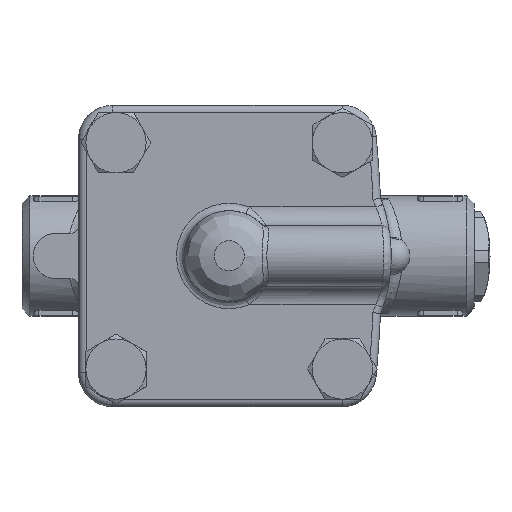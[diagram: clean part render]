
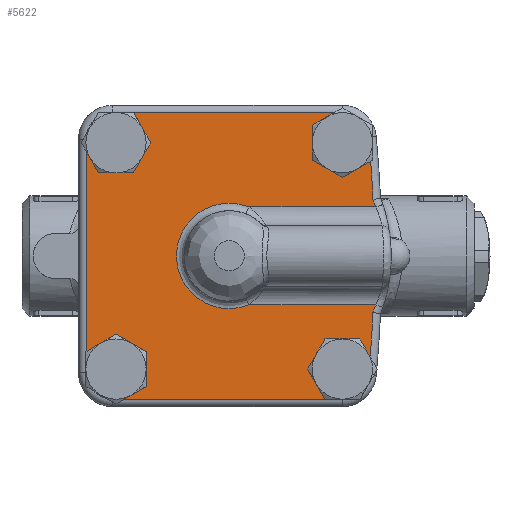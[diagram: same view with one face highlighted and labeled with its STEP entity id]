
A CAD part, top view. The second image highlights one B-rep face of the part: STEP entity #5622.
In plain terms, the highlighted planar face has unit normal (0, 0, 1).
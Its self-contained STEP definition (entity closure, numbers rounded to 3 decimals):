
#1026=CARTESIAN_POINT('',(5.196,-13.0,20.0));
#1027=VERTEX_POINT('',#1026);
#1218=CARTESIAN_POINT('',(5.196,13.0,20.0));
#1219=VERTEX_POINT('',#1218);
#4748=CARTESIAN_POINT('',(30.052,20.814,20.0));
#4749=VERTEX_POINT('',#4748);
#4756=CARTESIAN_POINT('',(37.563,25.151,20.0));
#4757=VERTEX_POINT('',#4756);
#4758=CARTESIAN_POINT('',(37.563,25.151,20.0));
#4759=DIRECTION('',(-0.866,-0.5,0.0));
#4760=VECTOR('',#4759,8.673);
#4761=LINE('',#4758,#4760);
#4762=EDGE_CURVE('',#4757,#4749,#4761,.T.);
#4788=CARTESIAN_POINT('',(22.052,25.433,20.0));
#4789=VERTEX_POINT('',#4788);
#4796=CARTESIAN_POINT('',(30.052,20.814,20.0));
#4797=DIRECTION('',(-0.866,0.5,0.0));
#4798=VECTOR('',#4797,9.238);
#4799=LINE('',#4796,#4798);
#4800=EDGE_CURVE('',#4749,#4789,#4799,.T.);
#4813=CARTESIAN_POINT('',(22.052,34.671,20.0));
#4814=VERTEX_POINT('',#4813);
#4821=CARTESIAN_POINT('',(22.052,25.433,20.0));
#4822=DIRECTION('',(0.0,1.0,0.0));
#4823=VECTOR('',#4822,9.238);
#4824=LINE('',#4821,#4823);
#4825=EDGE_CURVE('',#4789,#4814,#4824,.T.);
#4846=CARTESIAN_POINT('',(27.818,38.0,20.0));
#4847=VERTEX_POINT('',#4846);
#4854=CARTESIAN_POINT('',(22.052,34.671,20.0));
#4855=DIRECTION('',(0.866,0.5,0.0));
#4856=VECTOR('',#4855,6.658);
#4857=LINE('',#4854,#4856);
#4858=EDGE_CURVE('',#4814,#4847,#4857,.T.);
#4871=CARTESIAN_POINT('',(20.814,-30.052,20.0));
#4872=VERTEX_POINT('',#4871);
#4879=CARTESIAN_POINT('',(25.403,-38.,20.0));
#4880=VERTEX_POINT('',#4879);
#4881=CARTESIAN_POINT('',(25.403,-38.,20.0));
#4882=DIRECTION('',(-0.5,0.866,0.0));
#4883=VECTOR('',#4882,9.178);
#4884=LINE('',#4881,#4883);
#4885=EDGE_CURVE('',#4880,#4872,#4884,.T.);
#4911=CARTESIAN_POINT('',(25.433,-22.052,20.0));
#4912=VERTEX_POINT('',#4911);
#4919=CARTESIAN_POINT('',(20.814,-30.052,20.0));
#4920=DIRECTION('',(0.5,0.866,0.0));
#4921=VECTOR('',#4920,9.238);
#4922=LINE('',#4919,#4921);
#4923=EDGE_CURVE('',#4872,#4912,#4922,.T.);
#4936=CARTESIAN_POINT('',(34.671,-22.052,20.0));
#4937=VERTEX_POINT('',#4936);
#4944=CARTESIAN_POINT('',(25.433,-22.052,20.0));
#4945=DIRECTION('',(1.0,0.0,0.0));
#4946=VECTOR('',#4945,9.238);
#4947=LINE('',#4944,#4946);
#4948=EDGE_CURVE('',#4912,#4937,#4947,.T.);
#4969=CARTESIAN_POINT('',(37.433,-26.836,20.0));
#4970=VERTEX_POINT('',#4969);
#4977=CARTESIAN_POINT('',(34.671,-22.052,20.0));
#4978=DIRECTION('',(0.5,-0.866,0.0));
#4979=VECTOR('',#4978,5.524);
#4980=LINE('',#4977,#4979);
#4981=EDGE_CURVE('',#4937,#4970,#4980,.T.);
#4994=CARTESIAN_POINT('',(-30.052,-20.814,20.0));
#4995=VERTEX_POINT('',#4994);
#5002=CARTESIAN_POINT('',(-38.0,-25.403,20.0));
#5003=VERTEX_POINT('',#5002);
#5004=CARTESIAN_POINT('',(-38.0,-25.403,20.0));
#5005=DIRECTION('',(0.866,0.5,0.0));
#5006=VECTOR('',#5005,9.178);
#5007=LINE('',#5004,#5006);
#5008=EDGE_CURVE('',#5003,#4995,#5007,.T.);
#5034=CARTESIAN_POINT('',(-22.052,-25.433,20.0));
#5035=VERTEX_POINT('',#5034);
#5042=CARTESIAN_POINT('',(-30.052,-20.814,20.0));
#5043=DIRECTION('',(0.866,-0.5,0.0));
#5044=VECTOR('',#5043,9.238);
#5045=LINE('',#5042,#5044);
#5046=EDGE_CURVE('',#4995,#5035,#5045,.T.);
#5059=CARTESIAN_POINT('',(-22.052,-34.671,20.0));
#5060=VERTEX_POINT('',#5059);
#5067=CARTESIAN_POINT('',(-22.052,-25.433,20.0));
#5068=DIRECTION('',(0.0,-1.0,0.0));
#5069=VECTOR('',#5068,9.238);
#5070=LINE('',#5067,#5069);
#5071=EDGE_CURVE('',#5035,#5060,#5070,.T.);
#5092=CARTESIAN_POINT('',(-27.818,-38.0,20.0));
#5093=VERTEX_POINT('',#5092);
#5100=CARTESIAN_POINT('',(-22.052,-34.671,20.0));
#5101=DIRECTION('',(-0.866,-0.5,0.0));
#5102=VECTOR('',#5101,6.658);
#5103=LINE('',#5100,#5102);
#5104=EDGE_CURVE('',#5060,#5093,#5103,.T.);
#5496=CARTESIAN_POINT('',(41.117,0.,20.0));
#5497=DIRECTION('',(0.0,0.0,1.0));
#5498=DIRECTION('',(1.0,0.0,0.0));
#5499=AXIS2_PLACEMENT_3D('',#5496,#5497,#5498);
#5500=PLANE('',#5499);
#5501=ORIENTED_EDGE('',*,*,#4762,.T.);
#5502=ORIENTED_EDGE('',*,*,#4800,.T.);
#5503=ORIENTED_EDGE('',*,*,#4825,.T.);
#5504=ORIENTED_EDGE('',*,*,#4858,.T.);
#5505=CARTESIAN_POINT('',(-25.403,38.0,20.0));
#5506=VERTEX_POINT('',#5505);
#5507=CARTESIAN_POINT('',(-25.403,38.0,20.0));
#5508=DIRECTION('',(1.0,0.0,0.0));
#5509=VECTOR('',#5508,53.222);
#5510=LINE('',#5507,#5509);
#5511=EDGE_CURVE('',#5506,#4847,#5510,.T.);
#5512=ORIENTED_EDGE('',*,*,#5511,.F.);
#5513=CARTESIAN_POINT('',(-20.814,30.052,20.0));
#5514=VERTEX_POINT('',#5513);
#5515=CARTESIAN_POINT('',(-25.403,38.0,20.0));
#5516=DIRECTION('',(0.5,-0.866,0.0));
#5517=VECTOR('',#5516,9.178);
#5518=LINE('',#5515,#5517);
#5519=EDGE_CURVE('',#5506,#5514,#5518,.T.);
#5520=ORIENTED_EDGE('',*,*,#5519,.T.);
#5521=CARTESIAN_POINT('',(-25.433,22.052,20.0));
#5522=VERTEX_POINT('',#5521);
#5523=CARTESIAN_POINT('',(-20.814,30.052,20.0));
#5524=DIRECTION('',(-0.5,-0.866,0.0));
#5525=VECTOR('',#5524,9.238);
#5526=LINE('',#5523,#5525);
#5527=EDGE_CURVE('',#5514,#5522,#5526,.T.);
#5528=ORIENTED_EDGE('',*,*,#5527,.T.);
#5529=CARTESIAN_POINT('',(-34.671,22.052,20.0));
#5530=VERTEX_POINT('',#5529);
#5531=CARTESIAN_POINT('',(-25.433,22.052,20.0));
#5532=DIRECTION('',(-1.0,0.0,0.0));
#5533=VECTOR('',#5532,9.238);
#5534=LINE('',#5531,#5533);
#5535=EDGE_CURVE('',#5522,#5530,#5534,.T.);
#5536=ORIENTED_EDGE('',*,*,#5535,.T.);
#5537=CARTESIAN_POINT('',(-38.,27.818,20.0));
#5538=VERTEX_POINT('',#5537);
#5539=CARTESIAN_POINT('',(-34.671,22.052,20.0));
#5540=DIRECTION('',(-0.5,0.866,0.0));
#5541=VECTOR('',#5540,6.658);
#5542=LINE('',#5539,#5541);
#5543=EDGE_CURVE('',#5530,#5538,#5542,.T.);
#5544=ORIENTED_EDGE('',*,*,#5543,.T.);
#5545=CARTESIAN_POINT('',(-38.0,-25.403,20.0));
#5546=DIRECTION('',(0.0,1.0,0.0));
#5547=VECTOR('',#5546,53.222);
#5548=LINE('',#5545,#5547);
#5549=EDGE_CURVE('',#5003,#5538,#5548,.T.);
#5550=ORIENTED_EDGE('',*,*,#5549,.F.);
#5551=ORIENTED_EDGE('',*,*,#5008,.T.);
#5552=ORIENTED_EDGE('',*,*,#5046,.T.);
#5553=ORIENTED_EDGE('',*,*,#5071,.T.);
#5554=ORIENTED_EDGE('',*,*,#5104,.T.);
#5555=CARTESIAN_POINT('',(25.403,-38.,20.0));
#5556=DIRECTION('',(-1.0,0.0,0.0));
#5557=VECTOR('',#5556,53.222);
#5558=LINE('',#5555,#5557);
#5559=EDGE_CURVE('',#4880,#5093,#5558,.T.);
#5560=ORIENTED_EDGE('',*,*,#5559,.F.);
#5561=ORIENTED_EDGE('',*,*,#4885,.T.);
#5562=ORIENTED_EDGE('',*,*,#4923,.T.);
#5563=ORIENTED_EDGE('',*,*,#4948,.T.);
#5564=ORIENTED_EDGE('',*,*,#4981,.T.);
#5565=CARTESIAN_POINT('',(38.168,-14.973,20.0));
#5566=VERTEX_POINT('',#5565);
#5567=CARTESIAN_POINT('',(-299.5,0.,20.0));
#5568=DIRECTION('',(0.,0.,-1.0));
#5569=DIRECTION('',(0.998,-0.069,0.));
#5570=AXIS2_PLACEMENT_3D('',#5567,#5568,#5569);
#5571=CIRCLE('',#5570,338.0);
#5572=EDGE_CURVE('',#5566,#4970,#5571,.T.);
#5573=ORIENTED_EDGE('',*,*,#5572,.F.);
#5574=CARTESIAN_POINT('',(38.884,-13.0,20.0));
#5575=VERTEX_POINT('',#5574);
#5576=CARTESIAN_POINT('',(0.,0.,20.0));
#5577=DIRECTION('',(0.,0.,-1.0));
#5578=DIRECTION('',(0.921,-0.389,0.));
#5579=AXIS2_PLACEMENT_3D('',#5576,#5577,#5578);
#5580=CIRCLE('',#5579,41.);
#5581=EDGE_CURVE('',#5575,#5566,#5580,.T.);
#5582=ORIENTED_EDGE('',*,*,#5581,.F.);
#5583=CARTESIAN_POINT('',(38.884,-13.0,20.0));
#5584=DIRECTION('',(-1.0,0.0,0.0));
#5585=VECTOR('',#5584,33.688);
#5586=LINE('',#5583,#5585);
#5587=EDGE_CURVE('',#5575,#1027,#5586,.T.);
#5588=ORIENTED_EDGE('',*,*,#5587,.T.);
#5589=CARTESIAN_POINT('',(0.,0.,20.0));
#5590=DIRECTION('',(0.0,0.0,1.0));
#5591=DIRECTION('',(-1.0,0.0,0.0));
#5592=AXIS2_PLACEMENT_3D('',#5589,#5590,#5591);
#5593=CIRCLE('',#5592,14.);
#5594=EDGE_CURVE('',#1219,#1027,#5593,.T.);
#5595=ORIENTED_EDGE('',*,*,#5594,.F.);
#5596=CARTESIAN_POINT('',(38.884,13.,20.0));
#5597=VERTEX_POINT('',#5596);
#5598=CARTESIAN_POINT('',(38.884,13.,20.0));
#5599=DIRECTION('',(-1.0,0.0,0.0));
#5600=VECTOR('',#5599,33.688);
#5601=LINE('',#5598,#5600);
#5602=EDGE_CURVE('',#5597,#1219,#5601,.T.);
#5603=ORIENTED_EDGE('',*,*,#5602,.F.);
#5604=CARTESIAN_POINT('',(38.168,14.973,20.0));
#5605=VERTEX_POINT('',#5604);
#5606=CARTESIAN_POINT('',(0.,0.,20.0));
#5607=DIRECTION('',(0.,0.,-1.0));
#5608=DIRECTION('',(0.921,0.389,0.));
#5609=AXIS2_PLACEMENT_3D('',#5606,#5607,#5608);
#5610=CIRCLE('',#5609,41.);
#5611=EDGE_CURVE('',#5605,#5597,#5610,.T.);
#5612=ORIENTED_EDGE('',*,*,#5611,.F.);
#5613=CARTESIAN_POINT('',(-299.5,0.,20.0));
#5614=DIRECTION('',(0.,0.,-1.0));
#5615=DIRECTION('',(0.998,0.069,0.));
#5616=AXIS2_PLACEMENT_3D('',#5613,#5614,#5615);
#5617=CIRCLE('',#5616,338.0);
#5618=EDGE_CURVE('',#4757,#5605,#5617,.T.);
#5619=ORIENTED_EDGE('',*,*,#5618,.F.);
#5620=EDGE_LOOP('',(#5501,#5502,#5503,#5504,#5512,#5520,#5528,#5536,#5544,#5550,#5551,#5552,#5553,#5554,#5560,#5561,#5562,#5563,#5564,#5573,#5582,#5588,#5595,#5603,#5612,#5619));
#5621=FACE_OUTER_BOUND('',#5620,.T.);
#5622=ADVANCED_FACE('',(#5621),#5500,.T.);
